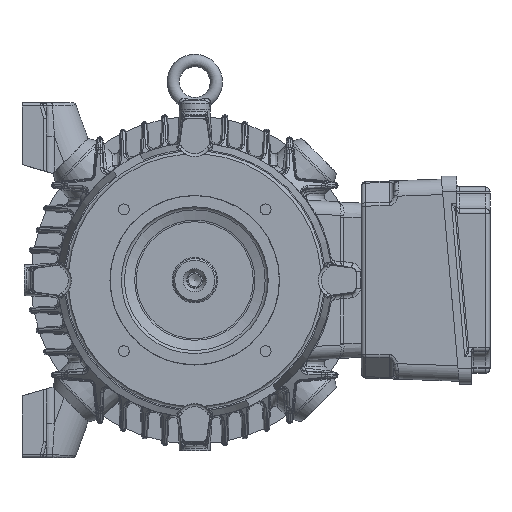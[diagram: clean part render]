
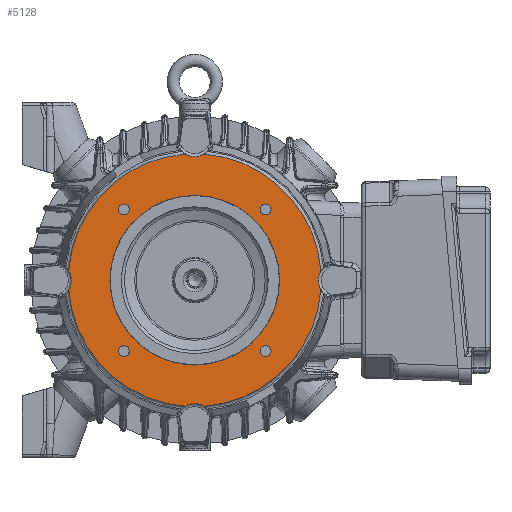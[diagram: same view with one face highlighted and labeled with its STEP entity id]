
A CAD part, left-side view. The second image highlights one B-rep face of the part: STEP entity #5128.
In plain terms, the highlighted planar face has unit normal (-1, 0, 0).
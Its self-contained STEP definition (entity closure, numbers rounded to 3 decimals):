
#5128 = ADVANCED_FACE( '', ( #11229, #11230, #11231, #11232, #11233, #11234 ), #11235, .T. );
#11229 = FACE_OUTER_BOUND( '', #63453, .T. );
#11230 = FACE_BOUND( '', #63454, .T. );
#11231 = FACE_BOUND( '', #63455, .T. );
#11232 = FACE_BOUND( '', #63456, .T. );
#11233 = FACE_BOUND( '', #63457, .T. );
#11234 = FACE_BOUND( '', #63458, .T. );
#11235 = PLANE( '', #63459 );
#63453 = EDGE_LOOP( '', ( #108409, #108410, #108411, #108412, #108413, #108414, #108415, #108416 ) );
#63454 = EDGE_LOOP( '', ( #108417 ) );
#63455 = EDGE_LOOP( '', ( #108418 ) );
#63456 = EDGE_LOOP( '', ( #108419 ) );
#63457 = EDGE_LOOP( '', ( #108420 ) );
#63458 = EDGE_LOOP( '', ( #108421 ) );
#63459 = AXIS2_PLACEMENT_3D( '', #108422, #108423, #108424 );
#108409 = ORIENTED_EDGE( '', *, *, #117868, .T. );
#108410 = ORIENTED_EDGE( '', *, *, #121653, .F. );
#108411 = ORIENTED_EDGE( '', *, *, #121654, .T. );
#108412 = ORIENTED_EDGE( '', *, *, #121655, .F. );
#108413 = ORIENTED_EDGE( '', *, *, #117511, .T. );
#108414 = ORIENTED_EDGE( '', *, *, #120044, .F. );
#108415 = ORIENTED_EDGE( '', *, *, #121656, .T. );
#108416 = ORIENTED_EDGE( '', *, *, #119852, .F. );
#108417 = ORIENTED_EDGE( '', *, *, #119704, .F. );
#108418 = ORIENTED_EDGE( '', *, *, #118629, .F. );
#108419 = ORIENTED_EDGE( '', *, *, #120495, .F. );
#108420 = ORIENTED_EDGE( '', *, *, #119503, .F. );
#108421 = ORIENTED_EDGE( '', *, *, #119974, .F. );
#108422 = CARTESIAN_POINT( '', ( -26.5, 0., 55. ) );
#108423 = DIRECTION( '', ( -1., 0., 0. ) );
#108424 = DIRECTION( '', ( 0., 0., -1. ) );
#117511 = EDGE_CURVE( '', #126570, #126568, #126571, .T. );
#117868 = EDGE_CURVE( '', #127139, #127137, #127140, .T. );
#118629 = EDGE_CURVE( '', #128307, #128307, #128308, .T. );
#119503 = EDGE_CURVE( '', #129585, #129585, #129586, .T. );
#119704 = EDGE_CURVE( '', #129869, #129869, #129870, .T. );
#119852 = EDGE_CURVE( '', #127139, #130070, #130071, .T. );
#119974 = EDGE_CURVE( '', #130231, #130231, #130232, .T. );
#120044 = EDGE_CURVE( '', #130341, #126568, #130343, .T. );
#120495 = EDGE_CURVE( '', #130951, #130951, #130952, .T. );
#121653 = EDGE_CURVE( '', #132431, #127137, #132432, .T. );
#121654 = EDGE_CURVE( '', #132431, #132433, #132434, .T. );
#121655 = EDGE_CURVE( '', #126570, #132433, #132435, .T. );
#121656 = EDGE_CURVE( '', #130341, #130070, #132436, .T. );
#126568 = VERTEX_POINT( '', #147456 );
#126570 = VERTEX_POINT( '', #147459 );
#126571 = CIRCLE( '', #147460, 82. );
#127137 = VERTEX_POINT( '', #150291 );
#127139 = VERTEX_POINT( '', #150294 );
#127140 = CIRCLE( '', #150295, 82. );
#128307 = VERTEX_POINT( '', #155703 );
#128308 = CIRCLE( '', #155704, 3.493 );
#129585 = VERTEX_POINT( '', #161636 );
#129586 = CIRCLE( '', #161637, 3.493 );
#129869 = VERTEX_POINT( '', #162559 );
#129870 = CIRCLE( '', #162560, 55. );
#130070 = VERTEX_POINT( '', #163618 );
#130071 = CIRCLE( '', #163619, 11.5 );
#130231 = VERTEX_POINT( '', #164095 );
#130232 = CIRCLE( '', #164096, 3.493 );
#130341 = VERTEX_POINT( '', #164710 );
#130343 = CIRCLE( '', #164713, 11.5 );
#130951 = VERTEX_POINT( '', #167597 );
#130952 = CIRCLE( '', #167598, 3.493 );
#132431 = VERTEX_POINT( '', #174594 );
#132432 = CIRCLE( '', #174595, 11.5 );
#132433 = VERTEX_POINT( '', #174596 );
#132434 = CIRCLE( '', #174597, 82. );
#132435 = CIRCLE( '', #174598, 11.5 );
#132436 = CIRCLE( '', #174599, 82. );
#147456 = CARTESIAN_POINT( '', ( -26.5, -81.77, -6.131 ) );
#147459 = CARTESIAN_POINT( '', ( -26.5, -6.131, -81.77 ) );
#147460 = AXIS2_PLACEMENT_3D( '', #184534, #184535, #184536 );
#150291 = CARTESIAN_POINT( '', ( -26.5, 81.77, 6.131 ) );
#150294 = CARTESIAN_POINT( '', ( -26.5, 6.131, 81.77 ) );
#150295 = AXIS2_PLACEMENT_3D( '', #184937, #184938, #184939 );
#155703 = CARTESIAN_POINT( '', ( -26.5, -45.962, 42.469 ) );
#155704 = AXIS2_PLACEMENT_3D( '', #185781, #185782, #185783 );
#161636 = CARTESIAN_POINT( '', ( -26.5, 45.962, -49.454 ) );
#161637 = AXIS2_PLACEMENT_3D( '', #186739, #186740, #186741 );
#162559 = CARTESIAN_POINT( '', ( -26.5, 0., -55. ) );
#162560 = AXIS2_PLACEMENT_3D( '', #186983, #186984, #186985 );
#163618 = CARTESIAN_POINT( '', ( -26.5, -6.131, 81.77 ) );
#163619 = AXIS2_PLACEMENT_3D( '', #187138, #187139, #187140 );
#164095 = CARTESIAN_POINT( '', ( -26.5, 45.962, 42.469 ) );
#164096 = AXIS2_PLACEMENT_3D( '', #187284, #187285, #187286 );
#164710 = CARTESIAN_POINT( '', ( -26.5, -81.77, 6.131 ) );
#164713 = AXIS2_PLACEMENT_3D( '', #187354, #187355, #187356 );
#167597 = CARTESIAN_POINT( '', ( -26.5, -45.962, -49.454 ) );
#167598 = AXIS2_PLACEMENT_3D( '', #187840, #187841, #187842 );
#174594 = CARTESIAN_POINT( '', ( -26.5, 81.77, -6.131 ) );
#174595 = AXIS2_PLACEMENT_3D( '', #188973, #188974, #188975 );
#174596 = CARTESIAN_POINT( '', ( -26.5, 6.131, -81.77 ) );
#174597 = AXIS2_PLACEMENT_3D( '', #188976, #188977, #188978 );
#174598 = AXIS2_PLACEMENT_3D( '', #188979, #188980, #188981 );
#174599 = AXIS2_PLACEMENT_3D( '', #188982, #188983, #188984 );
#184534 = CARTESIAN_POINT( '', ( -26.5, 0., 0. ) );
#184535 = DIRECTION( '', ( -1., 0., 0. ) );
#184536 = DIRECTION( '', ( 0., 0., -1. ) );
#184937 = CARTESIAN_POINT( '', ( -26.5, 0., 0. ) );
#184938 = DIRECTION( '', ( -1., 0., 0. ) );
#184939 = DIRECTION( '', ( 0., 0., -1. ) );
#185781 = CARTESIAN_POINT( '', ( -26.5, -45.962, 45.962 ) );
#185782 = DIRECTION( '', ( -1., 0., 0. ) );
#185783 = DIRECTION( '', ( 0., 0., -1. ) );
#186739 = CARTESIAN_POINT( '', ( -26.5, 45.962, -45.962 ) );
#186740 = DIRECTION( '', ( -1., 0., 0. ) );
#186741 = DIRECTION( '', ( 0., 0., -1. ) );
#186983 = CARTESIAN_POINT( '', ( -26.5, 0., 0. ) );
#186984 = DIRECTION( '', ( -1., 0., 0. ) );
#186985 = DIRECTION( '', ( 0., 0., -1. ) );
#187138 = CARTESIAN_POINT( '', ( -26.5, 0., 91.5 ) );
#187139 = DIRECTION( '', ( -1., 0., 0. ) );
#187140 = DIRECTION( '', ( 0., 0., -1. ) );
#187284 = CARTESIAN_POINT( '', ( -26.5, 45.962, 45.962 ) );
#187285 = DIRECTION( '', ( -1., 0., 0. ) );
#187286 = DIRECTION( '', ( 0., 0., -1. ) );
#187354 = CARTESIAN_POINT( '', ( -26.5, -91.5, 0. ) );
#187355 = DIRECTION( '', ( -1., 0., 0. ) );
#187356 = DIRECTION( '', ( 0., 0., -1. ) );
#187840 = CARTESIAN_POINT( '', ( -26.5, -45.962, -45.962 ) );
#187841 = DIRECTION( '', ( -1., 0., 0. ) );
#187842 = DIRECTION( '', ( 0., 0., -1. ) );
#188973 = CARTESIAN_POINT( '', ( -26.5, 91.5, 0. ) );
#188974 = DIRECTION( '', ( -1., 0., 0. ) );
#188975 = DIRECTION( '', ( 0., 0., -1. ) );
#188976 = CARTESIAN_POINT( '', ( -26.5, 0., 0. ) );
#188977 = DIRECTION( '', ( -1., 0., 0. ) );
#188978 = DIRECTION( '', ( 0., 0., -1. ) );
#188979 = CARTESIAN_POINT( '', ( -26.5, 0., -91.5 ) );
#188980 = DIRECTION( '', ( -1., 0., 0. ) );
#188981 = DIRECTION( '', ( 0., 0., -1. ) );
#188982 = CARTESIAN_POINT( '', ( -26.5, 0., 0. ) );
#188983 = DIRECTION( '', ( -1., 0., 0. ) );
#188984 = DIRECTION( '', ( 0., 0., -1. ) );
